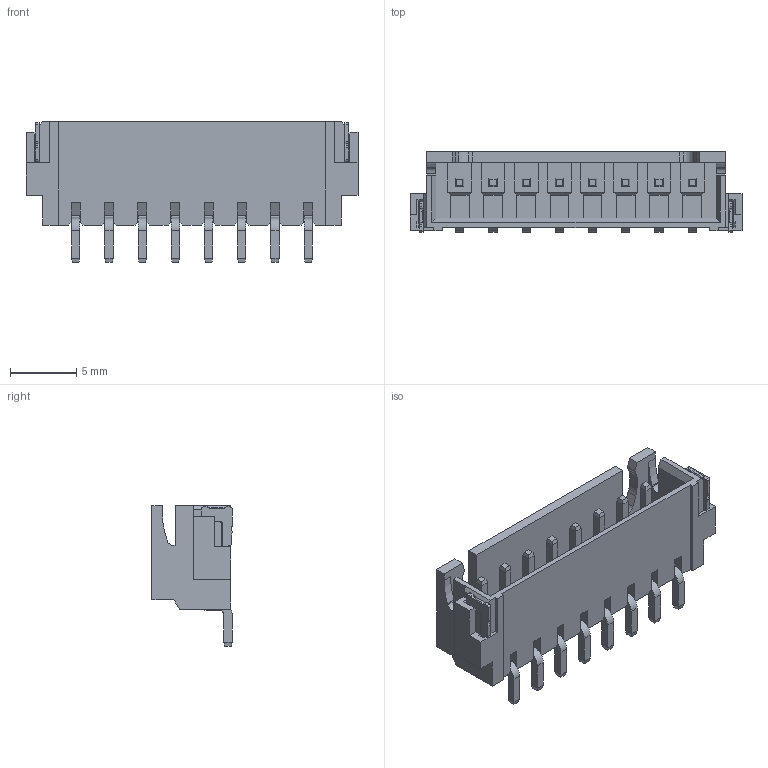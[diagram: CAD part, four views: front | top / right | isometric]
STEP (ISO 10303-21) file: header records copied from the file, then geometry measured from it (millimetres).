
FILE_DESCRIPTION((''),'2;1');
FILE_NAME('250-WTB-M-RA-SMT-CONN-8P','2020-07-05T',('Administrator'),(''),'PRO/ENGINEER BY PARAMETRIC TECHNOLOGY CORPORATION, 2009440','PRO/ENGINEER BY PARAMETRIC TECHNOLOGY CORPORATION, 2009440','');
FILE_SCHEMA(('CONFIG_CONTROL_DESIGN'));
Length unit declared in the file: millimetre
Products named in the file (1): 250-WTB-M-RA-SMT-CONN-8P
Bounding box: 25 x 6.05 x 10.6 mm (x, y, z)
Volume: 484.2 mm3; surface area: 1321 mm2
Topology: 1 solids, 1 shells, 564 faces, 1529 edges, 976 vertices
Faces by surface type: plane 478, cylinder 86
Entity records: 17435 total; most frequent: CARTESIAN_POINT 3089, ORIENTED_EDGE 3058, DIRECTION 2825, EDGE_CURVE 1529, VECTOR 1345, LINE 1345, VERTEX_POINT 976, AXIS2_PLACEMENT_3D 740
